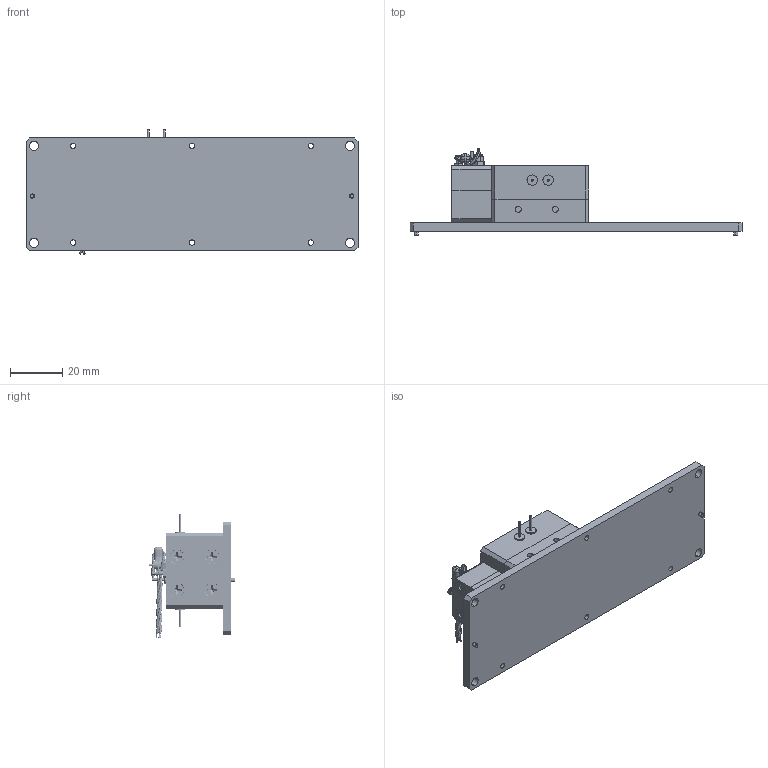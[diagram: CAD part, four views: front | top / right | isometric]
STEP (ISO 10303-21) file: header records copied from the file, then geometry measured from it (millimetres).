
FILE_DESCRIPTION (( 'STEP AP203' ), '1' );
FILE_NAME ('SD-MA-20D Defeatured PART STEp.STEP', '2018-02-14T01:08:20', ( '' ), ( '' ), 'SwSTEP 2.0', 'SolidWorks 2016', '' );
FILE_SCHEMA (( 'CONFIG_CONTROL_DESIGN' ));
Products named in the file (1): SD-MA-20D Defeatured PART STEp
Bounding box: 127 x 33.26 x 47.48 mm (x, y, z)
Volume: 46781.6 mm3; surface area: 29441.1 mm2
Topology: 39 solids, 39 shells, 2275 faces, 5974 edges, 3886 vertices
Faces by surface type: plane 846, bspline 630, cylinder 574, cone 225
Entity records: 115308 total; most frequent: CARTESIAN_POINT 65704, ORIENTED_EDGE 11868, DIRECTION 7730, EDGE_CURVE 5934, VERTEX_POINT 3886, VECTOR 2980, LINE 2980, EDGE_LOOP 2472
